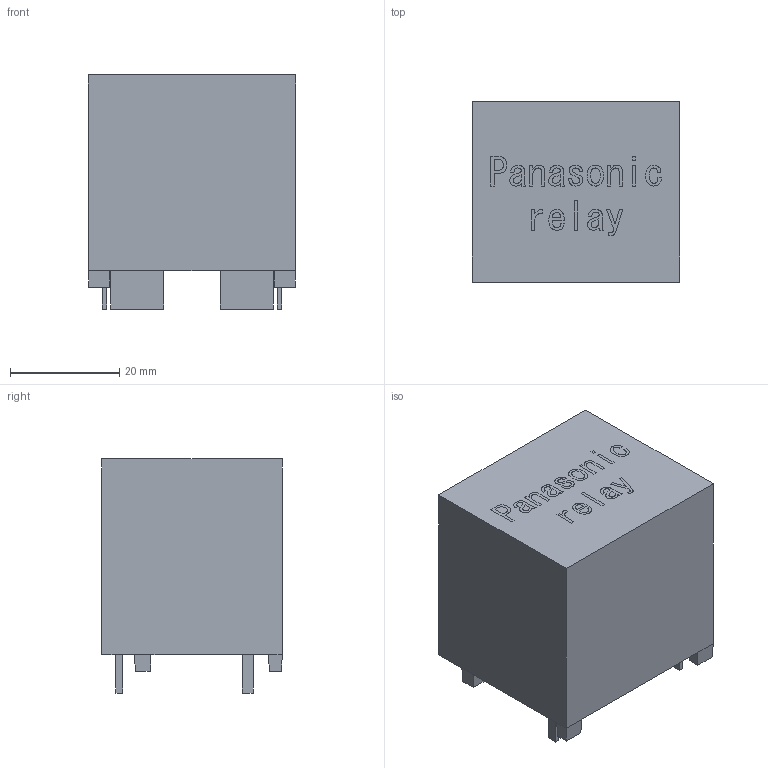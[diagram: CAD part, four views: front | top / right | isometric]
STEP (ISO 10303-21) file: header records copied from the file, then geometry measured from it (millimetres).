
FILE_DESCRIPTION (( 'STEP AP214' ), '1' );
FILE_NAME ('ahe52x1n.step', '2020-09-29T05:22:06', ( '' ), ( 'Panasonic Corporation Automation Controuls Business Unit' ), '', '', '' );
FILE_SCHEMA (( 'AUTOMOTIVE_DESIGN' ));
Length unit declared in the file: millimetre
Products named in the file (1): ahe52x1n
Bounding box: 38 x 33 x 42.8 mm (x, y, z)
Volume: 45182.9 mm3; surface area: 8113 mm2
Topology: 1 solids, 1 shells, 307 faces, 830 edges, 550 vertices
Faces by surface type: bspline 171, plane 136
Entity records: 14440 total; most frequent: CARTESIAN_POINT 7867, ORIENTED_EDGE 1660, EDGE_CURVE 830, DIRECTION 762, VERTEX_POINT 550, LINE 488, VECTOR 488, B_SPLINE_CURVE_WITH_KNOTS 342
